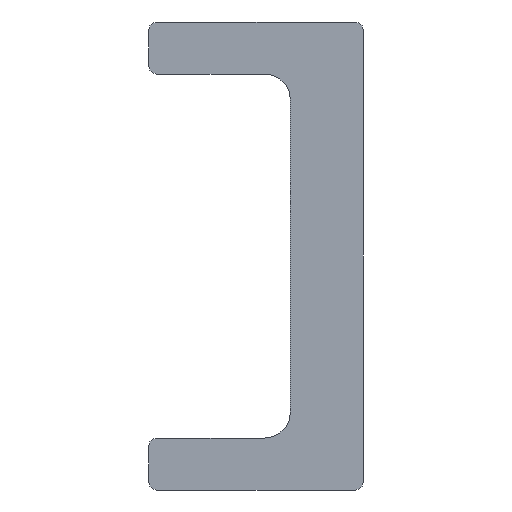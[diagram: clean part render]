
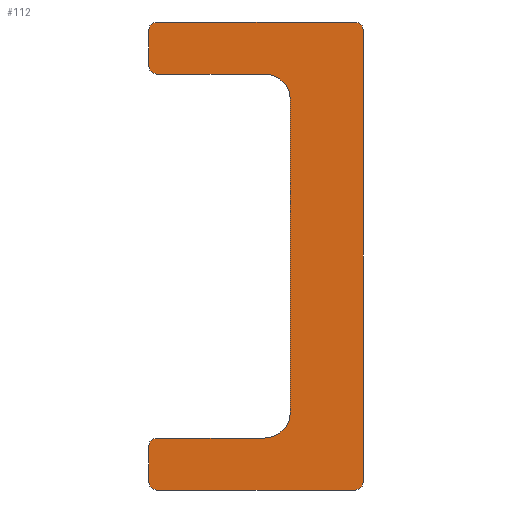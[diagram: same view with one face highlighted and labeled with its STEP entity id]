
A CAD part, front view. The second image highlights one B-rep face of the part: STEP entity #112.
In plain terms, the highlighted planar face has unit normal (0, -1, 0).
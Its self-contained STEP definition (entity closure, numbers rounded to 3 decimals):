
#112 = ADVANCED_FACE( '', ( #273 ), #274, .F. );
#273 = FACE_OUTER_BOUND( '', #454, .T. );
#274 = PLANE( '', #455 );
#454 = EDGE_LOOP( '', ( #705, #706, #707, #708, #709, #710, #711, #712, #713, #714, #715, #716, #717, #718, #719, #720 ) );
#455 = AXIS2_PLACEMENT_3D( '', #721, #722, #723 );
#705 = ORIENTED_EDGE( '', *, *, #873, .F. );
#706 = ORIENTED_EDGE( '', *, *, #949, .T. );
#707 = ORIENTED_EDGE( '', *, *, #935, .F. );
#708 = ORIENTED_EDGE( '', *, *, #950, .T. );
#709 = ORIENTED_EDGE( '', *, *, #901, .F. );
#710 = ORIENTED_EDGE( '', *, *, #916, .T. );
#711 = ORIENTED_EDGE( '', *, *, #951, .F. );
#712 = ORIENTED_EDGE( '', *, *, #952, .T. );
#713 = ORIENTED_EDGE( '', *, *, #896, .F. );
#714 = ORIENTED_EDGE( '', *, *, #881, .T. );
#715 = ORIENTED_EDGE( '', *, *, #920, .F. );
#716 = ORIENTED_EDGE( '', *, *, #930, .T. );
#717 = ORIENTED_EDGE( '', *, *, #943, .F. );
#718 = ORIENTED_EDGE( '', *, *, #953, .T. );
#719 = ORIENTED_EDGE( '', *, *, #954, .F. );
#720 = ORIENTED_EDGE( '', *, *, #909, .T. );
#721 = CARTESIAN_POINT( '', ( -4.125, 0., 9. ) );
#722 = DIRECTION( '', ( 0., 1., 0. ) );
#723 = DIRECTION( '', ( 0., 0., 1. ) );
#873 = EDGE_CURVE( '', #1012, #1014, #1015, .T. );
#881 = EDGE_CURVE( '', #1028, #1026, #1029, .T. );
#896 = EDGE_CURVE( '', #1028, #1056, #1057, .T. );
#901 = EDGE_CURVE( '', #1063, #1065, #1066, .T. );
#909 = EDGE_CURVE( '', #1077, #1014, #1078, .F. );
#916 = EDGE_CURVE( '', #1063, #1086, #1088, .F. );
#920 = EDGE_CURVE( '', #1093, #1026, #1094, .T. );
#930 = EDGE_CURVE( '', #1093, #1107, #1109, .F. );
#935 = EDGE_CURVE( '', #1115, #1116, #1117, .T. );
#943 = EDGE_CURVE( '', #1127, #1107, #1129, .T. );
#949 = EDGE_CURVE( '', #1012, #1116, #1136, .F. );
#950 = EDGE_CURVE( '', #1115, #1065, #1137, .F. );
#951 = EDGE_CURVE( '', #1138, #1086, #1139, .T. );
#952 = EDGE_CURVE( '', #1138, #1056, #1140, .T. );
#953 = EDGE_CURVE( '', #1127, #1141, #1142, .F. );
#954 = EDGE_CURVE( '', #1077, #1141, #1143, .T. );
#1012 = VERTEX_POINT( '', #1207 );
#1014 = VERTEX_POINT( '', #1210 );
#1015 = LINE( '', #1211, #1212 );
#1026 = VERTEX_POINT( '', #1224 );
#1028 = VERTEX_POINT( '', #1227 );
#1029 = CIRCLE( '', #1228, 1. );
#1056 = VERTEX_POINT( '', #1257 );
#1057 = LINE( '', #1258, #1259 );
#1063 = VERTEX_POINT( '', #1267 );
#1065 = VERTEX_POINT( '', #1270 );
#1066 = LINE( '', #1271, #1272 );
#1077 = VERTEX_POINT( '', #1284 );
#1078 = CIRCLE( '', #1285, 0.3 );
#1086 = VERTEX_POINT( '', #1294 );
#1088 = CIRCLE( '', #1297, 0.3 );
#1093 = VERTEX_POINT( '', #1302 );
#1094 = LINE( '', #1303, #1304 );
#1107 = VERTEX_POINT( '', #1319 );
#1109 = CIRCLE( '', #1322, 0.3 );
#1115 = VERTEX_POINT( '', #1328 );
#1116 = VERTEX_POINT( '', #1329 );
#1117 = LINE( '', #1330, #1331 );
#1127 = VERTEX_POINT( '', #1345 );
#1129 = LINE( '', #1348, #1349 );
#1136 = CIRCLE( '', #1356, 0.3 );
#1137 = CIRCLE( '', #1357, 0.3 );
#1138 = VERTEX_POINT( '', #1358 );
#1139 = LINE( '', #1359, #1360 );
#1140 = CIRCLE( '', #1361, 1. );
#1141 = VERTEX_POINT( '', #1362 );
#1142 = CIRCLE( '', #1363, 0.3 );
#1143 = LINE( '', #1364, #1365 );
#1207 = CARTESIAN_POINT( '', ( 4.125, 0., 8.7 ) );
#1210 = CARTESIAN_POINT( '', ( 4.125, 0., -8.7 ) );
#1211 = CARTESIAN_POINT( '', ( 4.125, 0., 9. ) );
#1212 = VECTOR( '', #1442, 1000. );
#1224 = CARTESIAN_POINT( '', ( 0.325, 0., -7. ) );
#1227 = CARTESIAN_POINT( '', ( 1.325, 0., -6. ) );
#1228 = AXIS2_PLACEMENT_3D( '', #1454, #1455, #1456 );
#1257 = CARTESIAN_POINT( '', ( 1.325, 0., 6. ) );
#1258 = CARTESIAN_POINT( '', ( 1.325, 0., 7. ) );
#1259 = VECTOR( '', #1492, 1000. );
#1267 = CARTESIAN_POINT( '', ( -4.125, 0., 7.3 ) );
#1270 = CARTESIAN_POINT( '', ( -4.125, 0., 8.7 ) );
#1271 = CARTESIAN_POINT( '', ( -4.125, 0., -9. ) );
#1272 = VECTOR( '', #1496, 1000. );
#1284 = CARTESIAN_POINT( '', ( 3.825, 0., -9. ) );
#1285 = AXIS2_PLACEMENT_3D( '', #1507, #1508, #1509 );
#1294 = CARTESIAN_POINT( '', ( -3.825, 0., 7. ) );
#1297 = AXIS2_PLACEMENT_3D( '', #1518, #1519, #1520 );
#1302 = CARTESIAN_POINT( '', ( -3.825, 0., -7. ) );
#1303 = CARTESIAN_POINT( '', ( 1.325, 0., -7. ) );
#1304 = VECTOR( '', #1524, 1000. );
#1319 = CARTESIAN_POINT( '', ( -4.125, 0., -7.3 ) );
#1322 = AXIS2_PLACEMENT_3D( '', #1537, #1538, #1539 );
#1328 = CARTESIAN_POINT( '', ( -3.825, 0., 9. ) );
#1329 = CARTESIAN_POINT( '', ( 3.825, 0., 9. ) );
#1330 = CARTESIAN_POINT( '', ( -4.125, 0., 9. ) );
#1331 = VECTOR( '', #1543, 1000. );
#1345 = CARTESIAN_POINT( '', ( -4.125, 0., -8.7 ) );
#1348 = CARTESIAN_POINT( '', ( -4.125, 0., -9. ) );
#1349 = VECTOR( '', #1549, 1000. );
#1356 = AXIS2_PLACEMENT_3D( '', #1553, #1554, #1555 );
#1357 = AXIS2_PLACEMENT_3D( '', #1556, #1557, #1558 );
#1358 = CARTESIAN_POINT( '', ( 0.325, 0., 7. ) );
#1359 = CARTESIAN_POINT( '', ( -4.125, 0., 7. ) );
#1360 = VECTOR( '', #1559, 1000. );
#1361 = AXIS2_PLACEMENT_3D( '', #1560, #1561, #1562 );
#1362 = CARTESIAN_POINT( '', ( -3.825, 0., -9. ) );
#1363 = AXIS2_PLACEMENT_3D( '', #1563, #1564, #1565 );
#1364 = CARTESIAN_POINT( '', ( 4.125, 0., -9. ) );
#1365 = VECTOR( '', #1566, 1000. );
#1442 = DIRECTION( '', ( 0., 0., -1. ) );
#1454 = CARTESIAN_POINT( '', ( 0.325, 0., -6. ) );
#1455 = DIRECTION( '', ( 0., 1., 0. ) );
#1456 = DIRECTION( '', ( 0., 0., 1. ) );
#1492 = DIRECTION( '', ( 0., 0., 1. ) );
#1496 = DIRECTION( '', ( 0., 0., 1. ) );
#1507 = CARTESIAN_POINT( '', ( 3.825, 0., -8.7 ) );
#1508 = DIRECTION( '', ( 0., 1., 0. ) );
#1509 = DIRECTION( '', ( 0., 0., 1. ) );
#1518 = CARTESIAN_POINT( '', ( -3.825, 0., 7.3 ) );
#1519 = DIRECTION( '', ( 0., 1., 0. ) );
#1520 = DIRECTION( '', ( 0., 0., 1. ) );
#1524 = DIRECTION( '', ( 1., 0., 0. ) );
#1537 = CARTESIAN_POINT( '', ( -3.825, 0., -7.3 ) );
#1538 = DIRECTION( '', ( 0., 1., 0. ) );
#1539 = DIRECTION( '', ( 0., 0., 1. ) );
#1543 = DIRECTION( '', ( 1., 0., 0. ) );
#1549 = DIRECTION( '', ( 0., 0., 1. ) );
#1553 = CARTESIAN_POINT( '', ( 3.825, 0., 8.7 ) );
#1554 = DIRECTION( '', ( 0., 1., 0. ) );
#1555 = DIRECTION( '', ( 0., 0., 1. ) );
#1556 = CARTESIAN_POINT( '', ( -3.825, 0., 8.7 ) );
#1557 = DIRECTION( '', ( 0., 1., 0. ) );
#1558 = DIRECTION( '', ( 0., 0., 1. ) );
#1559 = DIRECTION( '', ( -1., 0., 0. ) );
#1560 = CARTESIAN_POINT( '', ( 0.325, 0., 6. ) );
#1561 = DIRECTION( '', ( 0., 1., 0. ) );
#1562 = DIRECTION( '', ( 0., 0., 1. ) );
#1563 = CARTESIAN_POINT( '', ( -3.825, 0., -8.7 ) );
#1564 = DIRECTION( '', ( 0., 1., 0. ) );
#1565 = DIRECTION( '', ( 0., 0., 1. ) );
#1566 = DIRECTION( '', ( -1., 0., 0. ) );
